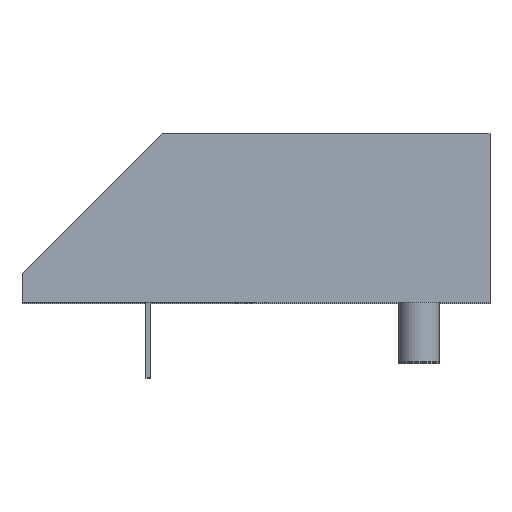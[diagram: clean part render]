
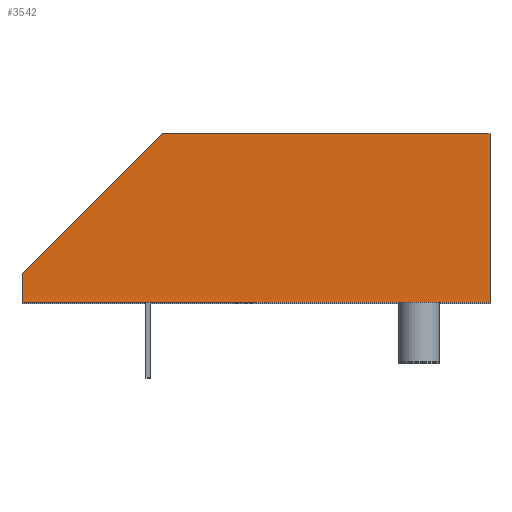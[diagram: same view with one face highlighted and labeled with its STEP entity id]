
A CAD part, top view. The second image highlights one B-rep face of the part: STEP entity #3542.
In plain terms, the highlighted planar face has unit normal (0, 0, 1).
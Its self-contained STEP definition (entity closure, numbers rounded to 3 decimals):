
#104=PLANE('',#3793);
#283=FACE_OUTER_BOUND('',#495,.T.);
#495=EDGE_LOOP('',(#2723,#2724,#2725,#2726,#2727));
#706=LINE('',#5147,#1142);
#741=LINE('',#5224,#1177);
#765=LINE('',#5277,#1201);
#774=LINE('',#5294,#1210);
#781=LINE('',#5309,#1217);
#1142=VECTOR('',#4129,10.);
#1177=VECTOR('',#4188,10.);
#1201=VECTOR('',#4244,10.);
#1210=VECTOR('',#4261,10.);
#1217=VECTOR('',#4282,10.);
#1634=VERTEX_POINT('',#5144);
#1635=VERTEX_POINT('',#5146);
#1665=VERTEX_POINT('',#5223);
#1678=VERTEX_POINT('',#5276);
#1682=VERTEX_POINT('',#5293);
#1989=EDGE_CURVE('',#1635,#1634,#706,.T.);
#2028=EDGE_CURVE('',#1665,#1635,#741,.T.);
#2055=EDGE_CURVE('',#1678,#1665,#765,.T.);
#2064=EDGE_CURVE('',#1682,#1678,#774,.T.);
#2071=EDGE_CURVE('',#1634,#1682,#781,.T.);
#2723=ORIENTED_EDGE('',*,*,#2055,.T.);
#2724=ORIENTED_EDGE('',*,*,#2028,.T.);
#2725=ORIENTED_EDGE('',*,*,#1989,.T.);
#2726=ORIENTED_EDGE('',*,*,#2071,.T.);
#2727=ORIENTED_EDGE('',*,*,#2064,.T.);
#3542=ADVANCED_FACE('',(#283),#104,.T.);
#3793=AXIS2_PLACEMENT_3D('',#5311,#4285,#4286);
#4129=DIRECTION('',(-1.,0.,0.));
#4188=DIRECTION('',(0.,1.,0.));
#4244=DIRECTION('',(1.,0.,0.));
#4261=DIRECTION('',(0.,-1.,0.));
#4282=DIRECTION('',(-0.707,-0.707,0.));
#4285=DIRECTION('center_axis',(0.,0.,1.));
#4286=DIRECTION('ref_axis',(1.,0.,0.));
#5144=CARTESIAN_POINT('',(-8.75,4.5,14.95));
#5146=CARTESIAN_POINT('',(0.,4.5,14.95));
#5147=CARTESIAN_POINT('',(0.,4.5,14.95));
#5223=CARTESIAN_POINT('',(0.,0.,14.95));
#5224=CARTESIAN_POINT('',(0.,0.,14.95));
#5276=CARTESIAN_POINT('',(-12.5,0.,14.95));
#5277=CARTESIAN_POINT('',(-12.5,0.,14.95));
#5293=CARTESIAN_POINT('',(-12.5,0.75,14.95));
#5294=CARTESIAN_POINT('',(-12.5,0.,14.95));
#5309=CARTESIAN_POINT('',(-12.5,0.75,14.95));
#5311=CARTESIAN_POINT('Origin',(-6.25,2.25,14.95));
